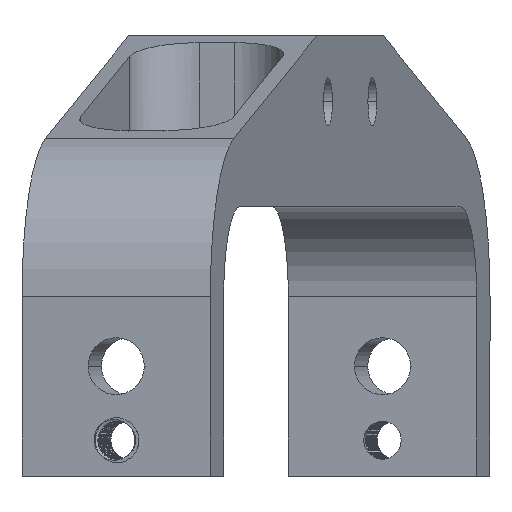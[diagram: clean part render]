
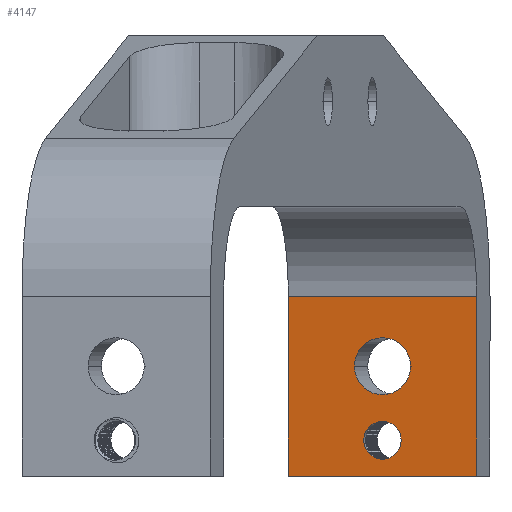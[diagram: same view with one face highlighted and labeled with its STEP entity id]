
A CAD part, front view. The second image highlights one B-rep face of the part: STEP entity #4147.
In plain terms, the highlighted planar face has unit normal (-0.185, -0.983, 0).
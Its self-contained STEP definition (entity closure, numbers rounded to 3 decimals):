
#13 = ORIENTED_EDGE ( 'NONE', *, *, #2497, .T. ) ;
#214 = EDGE_LOOP ( 'NONE', ( #13, #2788 ) ) ;
#242 = CARTESIAN_POINT ( 'NONE',  ( 21.115, 111.908, -45. ) ) ;
#486 = DIRECTION ( 'NONE',  ( -0.983, 0.185, 0. ) ) ;
#682 = DIRECTION ( 'NONE',  ( -0.983, 0.185, 0. ) ) ;
#715 = CARTESIAN_POINT ( 'NONE',  ( 36.837, 108.942, -45. ) ) ;
#758 = ORIENTED_EDGE ( 'NONE', *, *, #3979, .T. ) ;
#1067 = VERTEX_POINT ( 'NONE', #5432 ) ;
#1212 = FACE_BOUND ( 'NONE', #7460, .T. ) ;
#1338 = FACE_OUTER_BOUND ( 'NONE', #7044, .T. ) ;
#1423 = VERTEX_POINT ( 'NONE', #4290 ) ;
#1466 = ORIENTED_EDGE ( 'NONE', *, *, #1487, .F. ) ;
#1487 = EDGE_CURVE ( 'NONE', #7339, #1590, #1622, .T. ) ;
#1498 = CARTESIAN_POINT ( 'NONE',  ( 17.995, 112.497, -39. ) ) ;
#1532 = CARTESIAN_POINT ( 'NONE',  ( 5.392, 114.875, -45. ) ) ;
#1590 = VERTEX_POINT ( 'NONE', #2371 ) ;
#1622 = LINE ( 'NONE', #7322, #7085 ) ;
#1699 = CARTESIAN_POINT ( 'NONE',  ( 36.837, 108.942, -15. ) ) ;
#1744 = CARTESIAN_POINT ( 'NONE',  ( 21.115, 111.908, -45. ) ) ;
#1862 = CARTESIAN_POINT ( 'NONE',  ( 21.115, 111.908, -26.648 ) ) ;
#2023 = CIRCLE ( 'NONE', #6241, 3.175 ) ;
#2148 = DIRECTION ( 'NONE',  ( 0., 0., 1. ) ) ;
#2165 = ORIENTED_EDGE ( 'NONE', *, *, #6134, .T. ) ;
#2305 = CARTESIAN_POINT ( 'NONE',  ( 5.392, 114.875, -15. ) ) ;
#2360 = DIRECTION ( 'NONE',  ( 0.185, 0.983, 0. ) ) ;
#2371 = CARTESIAN_POINT ( 'NONE',  ( 5.392, 114.875, -15. ) ) ;
#2391 = ORIENTED_EDGE ( 'NONE', *, *, #4962, .F. ) ;
#2480 = CARTESIAN_POINT ( 'NONE',  ( 36.837, 108.942, -45. ) ) ;
#2497 = EDGE_CURVE ( 'NONE', #4810, #1067, #6605, .T. ) ;
#2544 = DIRECTION ( 'NONE',  ( -0.983, 0.185, 0. ) ) ;
#2637 = CARTESIAN_POINT ( 'NONE',  ( 21.115, 111.908, -39. ) ) ;
#2788 = ORIENTED_EDGE ( 'NONE', *, *, #6070, .T. ) ;
#2867 = LINE ( 'NONE', #715, #5421 ) ;
#3039 = DIRECTION ( 'NONE',  ( 0., 0., 1. ) ) ;
#3085 = DIRECTION ( 'NONE',  ( -0.983, 0.185, 0. ) ) ;
#3165 = EDGE_CURVE ( 'NONE', #3737, #6611, #2867, .T. ) ;
#3266 = DIRECTION ( 'NONE',  ( -0.983, 0.185, 0. ) ) ;
#3375 = LINE ( 'NONE', #2305, #7090 ) ;
#3605 = AXIS2_PLACEMENT_3D ( 'NONE', #1862, #3606, #3085 ) ;
#3606 = DIRECTION ( 'NONE',  ( 0.185, 0.983, 0. ) ) ;
#3611 = PLANE ( 'NONE',  #4214 ) ;
#3642 = ORIENTED_EDGE ( 'NONE', *, *, #3165, .T. ) ;
#3651 = DIRECTION ( 'NONE',  ( 0.185, 0.983, 0. ) ) ;
#3737 = VERTEX_POINT ( 'NONE', #2480 ) ;
#3979 = EDGE_CURVE ( 'NONE', #1423, #7297, #5537, .T. ) ;
#4094 = AXIS2_PLACEMENT_3D ( 'NONE', #4436, #5049, #3266 ) ;
#4135 = FACE_BOUND ( 'NONE', #214, .T. ) ;
#4147 = ADVANCED_FACE ( 'NONE', ( #4135, #1212, #1338 ), #3611, .F. ) ;
#4214 = AXIS2_PLACEMENT_3D ( 'NONE', #1744, #3651, #682 ) ;
#4290 = CARTESIAN_POINT ( 'NONE',  ( 24.235, 111.32, -39. ) ) ;
#4384 = DIRECTION ( 'NONE',  ( 0.185, 0.983, 0. ) ) ;
#4436 = CARTESIAN_POINT ( 'NONE',  ( 21.115, 111.908, -39. ) ) ;
#4810 = VERTEX_POINT ( 'NONE', #5733 ) ;
#4828 = VECTOR ( 'NONE', #2544, 1000. ) ;
#4962 = EDGE_CURVE ( 'NONE', #3737, #7339, #5438, .T. ) ;
#5049 = DIRECTION ( 'NONE',  ( 0.185, 0.983, 0. ) ) ;
#5325 = ORIENTED_EDGE ( 'NONE', *, *, #6883, .T. ) ;
#5410 = CIRCLE ( 'NONE', #6127, 4.763 ) ;
#5421 = VECTOR ( 'NONE', #3039, 1000. ) ;
#5432 = CARTESIAN_POINT ( 'NONE',  ( 25.795, 111.025, -26.648 ) ) ;
#5438 = LINE ( 'NONE', #242, #4828 ) ;
#5537 = CIRCLE ( 'NONE', #4094, 3.175 ) ;
#5733 = CARTESIAN_POINT ( 'NONE',  ( 16.435, 112.791, -26.648 ) ) ;
#6070 = EDGE_CURVE ( 'NONE', #1067, #4810, #5410, .T. ) ;
#6127 = AXIS2_PLACEMENT_3D ( 'NONE', #6890, #2360, #6972 ) ;
#6134 = EDGE_CURVE ( 'NONE', #6611, #1590, #3375, .T. ) ;
#6241 = AXIS2_PLACEMENT_3D ( 'NONE', #2637, #4384, #7251 ) ;
#6605 = CIRCLE ( 'NONE', #3605, 4.763 ) ;
#6611 = VERTEX_POINT ( 'NONE', #1699 ) ;
#6883 = EDGE_CURVE ( 'NONE', #7297, #1423, #2023, .T. ) ;
#6890 = CARTESIAN_POINT ( 'NONE',  ( 21.115, 111.908, -26.648 ) ) ;
#6972 = DIRECTION ( 'NONE',  ( -0.983, 0.185, 0. ) ) ;
#7044 = EDGE_LOOP ( 'NONE', ( #3642, #2165, #1466, #2391 ) ) ;
#7085 = VECTOR ( 'NONE', #2148, 1000. ) ;
#7090 = VECTOR ( 'NONE', #486, 1000. ) ;
#7251 = DIRECTION ( 'NONE',  ( -0.983, 0.185, 0. ) ) ;
#7297 = VERTEX_POINT ( 'NONE', #1498 ) ;
#7322 = CARTESIAN_POINT ( 'NONE',  ( 5.392, 114.875, -45. ) ) ;
#7339 = VERTEX_POINT ( 'NONE', #1532 ) ;
#7460 = EDGE_LOOP ( 'NONE', ( #5325, #758 ) ) ;
